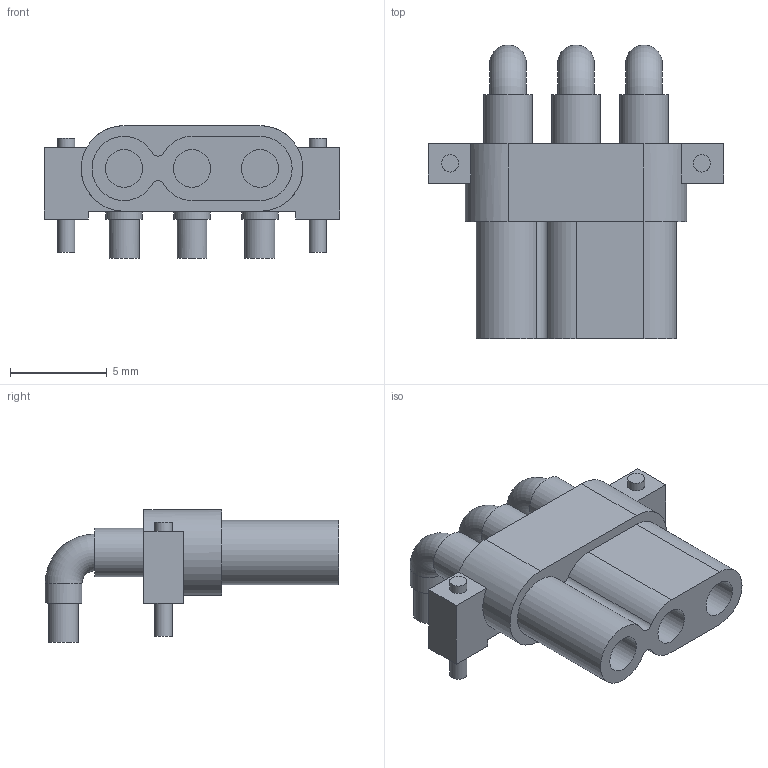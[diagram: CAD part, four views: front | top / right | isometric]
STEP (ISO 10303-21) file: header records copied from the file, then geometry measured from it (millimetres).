
FILE_DESCRIPTION(/* description */ (''),/* implementation_level */ '2;1');
FILE_NAME(/* name */ 'MR30PW-FB v2.step',/* time_stamp */ '2023-02-23T07:58:14-07:00',/* author */ (''),/* organization */ (''),/* preprocessor_version */ 'ST-DEVELOPER v19.2',/* originating_system */ 'Autodesk Translation Framework v11.17.0.187',/* authorisation */ '');
FILE_SCHEMA (('AUTOMOTIVE_DESIGN { 1 0 10303 214 3 1 1 }'));
Length unit declared in the file: inch
Products named in the file (1): MR30PW-FB
Bounding box: 15.32 x 15.21 x 6.87 mm (x, y, z)
Volume: 413 mm3; surface area: 737.1 mm2
Topology: 1 solids, 1 shells, 63 faces, 129 edges, 85 vertices
Faces by surface type: plane 36, cylinder 24, torus 3
Full cylindrical faces by diameter (mm): 0.889 x4, 1.549 x3, 1.905 x3, 1.943 x3, 2.502 x3
Entity records: 1766 total; most frequent: DIRECTION 319, CARTESIAN_POINT 278, ORIENTED_EDGE 258, EDGE_CURVE 129, AXIS2_PLACEMENT_3D 126, VERTEX_POINT 85, EDGE_LOOP 80, LINE 67
